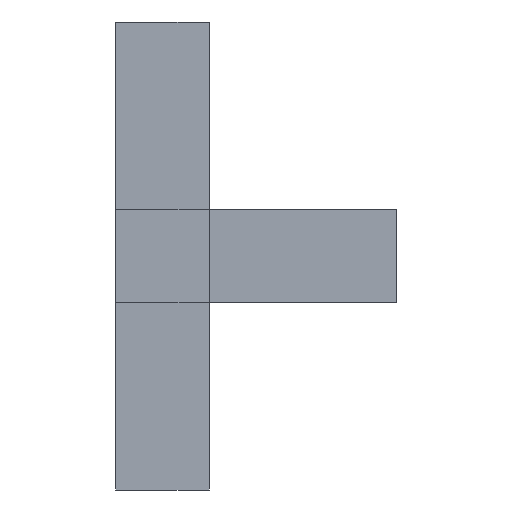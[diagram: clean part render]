
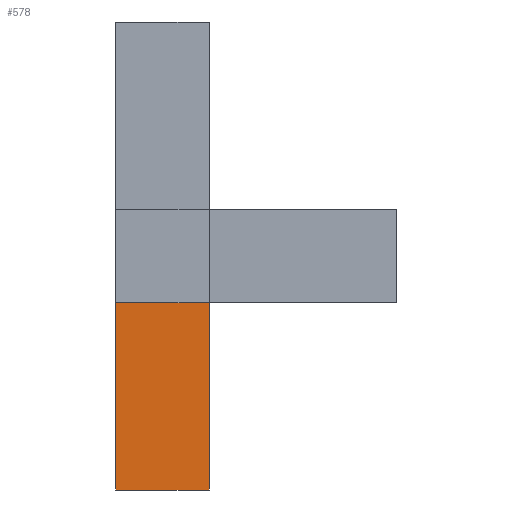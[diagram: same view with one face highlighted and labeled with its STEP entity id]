
A CAD part, left-side view. The second image highlights one B-rep face of the part: STEP entity #578.
In plain terms, the highlighted planar face has unit normal (-1, 0, 0).
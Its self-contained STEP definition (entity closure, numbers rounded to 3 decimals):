
#38 = VECTOR ( 'NONE', #488, 1000. ) ;
#81 = VECTOR ( 'NONE', #538, 1000. ) ;
#96 = ORIENTED_EDGE ( 'NONE', *, *, #402, .F. ) ;
#129 = CARTESIAN_POINT ( 'NONE',  ( -0.002, 0.008, -0.002 ) ) ;
#130 = VERTEX_POINT ( 'NONE', #167 ) ;
#134 = DIRECTION ( 'NONE',  ( 0., -1., 0. ) ) ;
#150 = DIRECTION ( 'NONE',  ( 0., 0., 1. ) ) ;
#161 = LINE ( 'NONE', #344, #81 ) ;
#162 = DIRECTION ( 'NONE',  ( 0., 0., -1. ) ) ;
#167 = CARTESIAN_POINT ( 'NONE',  ( -0.002, 0.012, -0.01 ) ) ;
#191 = LINE ( 'NONE', #567, #561 ) ;
#208 = VERTEX_POINT ( 'NONE', #541 ) ;
#215 = LINE ( 'NONE', #352, #38 ) ;
#228 = ORIENTED_EDGE ( 'NONE', *, *, #334, .T. ) ;
#254 = CARTESIAN_POINT ( 'NONE',  ( -0.002, 0.012, -0.01 ) ) ;
#275 = VERTEX_POINT ( 'NONE', #129 ) ;
#295 = PLANE ( 'NONE',  #531 ) ;
#323 = VECTOR ( 'NONE', #134, 1000. ) ;
#334 = EDGE_CURVE ( 'NONE', #130, #208, #395, .T. ) ;
#336 = EDGE_CURVE ( 'NONE', #130, #456, #215, .T. ) ;
#337 = CARTESIAN_POINT ( 'NONE',  ( -0.002, 0.012, 0. ) ) ;
#344 = CARTESIAN_POINT ( 'NONE',  ( -0.002, 0.012, -0.002 ) ) ;
#352 = CARTESIAN_POINT ( 'NONE',  ( -0.002, 0.012, 0. ) ) ;
#375 = CARTESIAN_POINT ( 'NONE',  ( -0.002, 0.012, -0.002 ) ) ;
#385 = EDGE_LOOP ( 'NONE', ( #463, #96, #415, #228 ) ) ;
#395 = LINE ( 'NONE', #254, #323 ) ;
#402 = EDGE_CURVE ( 'NONE', #456, #275, #161, .T. ) ;
#415 = ORIENTED_EDGE ( 'NONE', *, *, #336, .F. ) ;
#439 = FACE_OUTER_BOUND ( 'NONE', #385, .T. ) ;
#456 = VERTEX_POINT ( 'NONE', #375 ) ;
#463 = ORIENTED_EDGE ( 'NONE', *, *, #537, .T. ) ;
#488 = DIRECTION ( 'NONE',  ( 0., 0., 1. ) ) ;
#531 = AXIS2_PLACEMENT_3D ( 'NONE', #337, #586, #162 ) ;
#537 = EDGE_CURVE ( 'NONE', #208, #275, #191, .T. ) ;
#538 = DIRECTION ( 'NONE',  ( 0., -1., 0. ) ) ;
#541 = CARTESIAN_POINT ( 'NONE',  ( -0.002, 0.008, -0.01 ) ) ;
#561 = VECTOR ( 'NONE', #150, 1000. ) ;
#567 = CARTESIAN_POINT ( 'NONE',  ( -0.002, 0.008, 0. ) ) ;
#578 = ADVANCED_FACE ( 'NONE', ( #439 ), #295, .F. ) ;
#586 = DIRECTION ( 'NONE',  ( 1., 0., 0. ) ) ;
